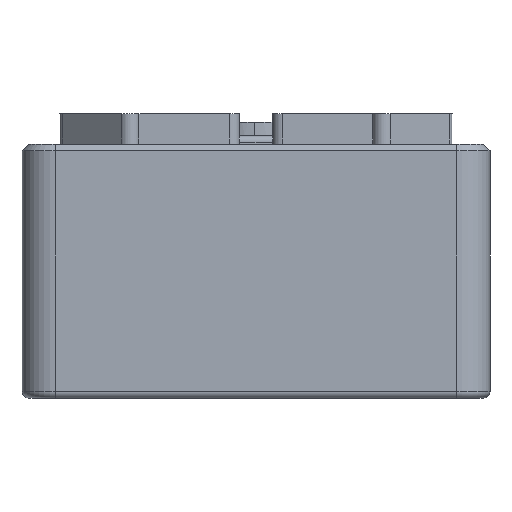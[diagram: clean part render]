
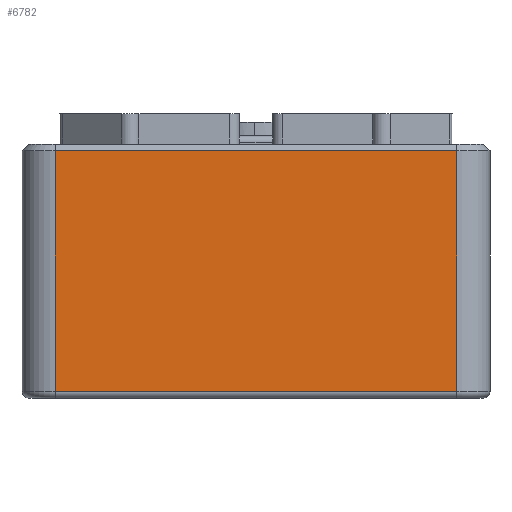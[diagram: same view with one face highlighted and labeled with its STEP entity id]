
A CAD part, left-side view. The second image highlights one B-rep face of the part: STEP entity #6782.
In plain terms, the highlighted planar face has unit normal (-1, 0, 0).
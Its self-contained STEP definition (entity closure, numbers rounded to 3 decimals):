
#672=FACE_OUTER_BOUND('',#1066,.T.);
#1066=EDGE_LOOP('',(#5352,#5353,#5354,#5355));
#1512=LINE('',#9724,#2247);
#1526=LINE('',#9775,#2261);
#1651=LINE('',#10138,#2386);
#1663=LINE('',#10170,#2398);
#2247=VECTOR('',#8013,10.);
#2261=VECTOR('',#8071,10.);
#2386=VECTOR('',#8438,10.);
#2398=VECTOR('',#8480,10.);
#2925=VERTEX_POINT('',#9717);
#2927=VERTEX_POINT('',#9722);
#2942=VERTEX_POINT('',#9774);
#3059=VERTEX_POINT('',#10133);
#3665=EDGE_CURVE('',#2927,#2925,#1512,.T.);
#3691=EDGE_CURVE('',#2925,#2942,#1526,.T.);
#3873=EDGE_CURVE('',#2942,#3059,#1651,.T.);
#3887=EDGE_CURVE('',#3059,#2927,#1663,.T.);
#5352=ORIENTED_EDGE('',*,*,#3665,.F.);
#5353=ORIENTED_EDGE('',*,*,#3887,.F.);
#5354=ORIENTED_EDGE('',*,*,#3873,.F.);
#5355=ORIENTED_EDGE('',*,*,#3691,.F.);
#6485=PLANE('',#7304);
#6782=ADVANCED_FACE('',(#672),#6485,.T.);
#7304=AXIS2_PLACEMENT_3D('',#10169,#8478,#8479);
#8013=DIRECTION('',(0.,1.,0.));
#8071=DIRECTION('',(0.,0.,1.));
#8438=DIRECTION('',(0.,-1.,0.));
#8478=DIRECTION('center_axis',(-1.,0.,0.));
#8479=DIRECTION('ref_axis',(0.,-1.,0.));
#8480=DIRECTION('',(0.,0.,-1.));
#9717=CARTESIAN_POINT('',(-11.95,5.5,-11.2));
#9722=CARTESIAN_POINT('',(-11.95,-18.5,-11.2));
#9724=CARTESIAN_POINT('',(-11.95,0.5,-11.2));
#9774=CARTESIAN_POINT('',(-11.95,5.5,3.2));
#9775=CARTESIAN_POINT('',(-11.95,5.5,2.4));
#10133=CARTESIAN_POINT('',(-11.95,-18.5,3.2));
#10138=CARTESIAN_POINT('',(-11.95,0.5,3.2));
#10169=CARTESIAN_POINT('Origin',(-11.95,7.5,2.4));
#10170=CARTESIAN_POINT('',(-11.95,-18.5,2.4));
